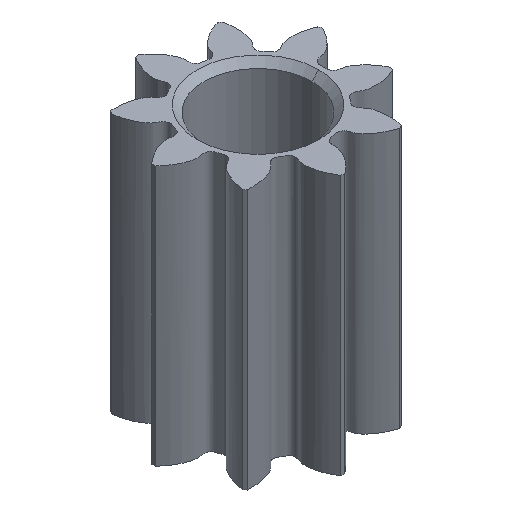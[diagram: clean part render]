
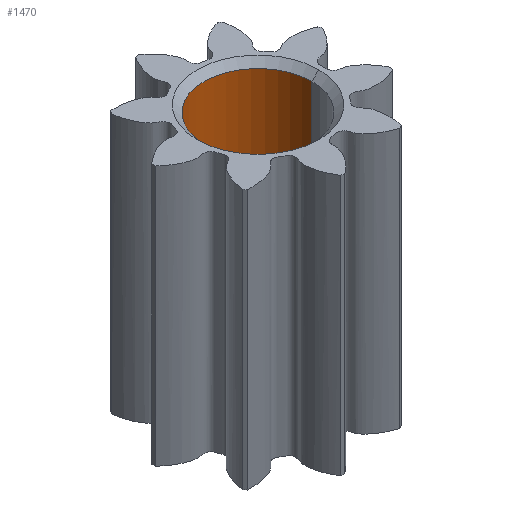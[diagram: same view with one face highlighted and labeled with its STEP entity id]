
A CAD part, isometric view. The second image highlights one B-rep face of the part: STEP entity #1470.
In plain terms, the highlighted cylindrical face has radius 3.95 mm (diameter 7.9 mm), a partial arc.
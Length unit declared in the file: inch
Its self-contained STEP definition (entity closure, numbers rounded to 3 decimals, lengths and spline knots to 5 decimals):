
#68 = LINE ( 'NONE', #2565, #3816 ) ;
#72 = EDGE_CURVE ( 'NONE', #2363, #2394, #2201, .T. ) ;
#112 = CARTESIAN_POINT ( 'NONE',  ( -0.15551, 0., 0.35531 ) ) ;
#123 = DIRECTION ( 'NONE',  ( 0., 0., 1. ) ) ;
#213 = VERTEX_POINT ( 'NONE', #885 ) ;
#319 = EDGE_CURVE ( 'NONE', #213, #1748, #68, .T. ) ;
#475 = DIRECTION ( 'NONE',  ( 1., 0., 0. ) ) ;
#638 = DIRECTION ( 'NONE',  ( 0., 0., 1. ) ) ;
#728 = DIRECTION ( 'NONE',  ( 1., 0., 0. ) ) ;
#803 = CIRCLE ( 'NONE', #1004, 0.15551 ) ;
#832 = ORIENTED_EDGE ( 'NONE', *, *, #72, .T. ) ;
#885 = CARTESIAN_POINT ( 'NONE',  ( -0.15551, 0., -0.35531 ) ) ;
#945 = AXIS2_PLACEMENT_3D ( 'NONE', #3254, #123, #728 ) ;
#1004 = AXIS2_PLACEMENT_3D ( 'NONE', #1379, #1400, #2407 ) ;
#1027 = DIRECTION ( 'NONE',  ( 0., 0., 1. ) ) ;
#1333 = CIRCLE ( 'NONE', #3231, 0.15551 ) ;
#1379 = CARTESIAN_POINT ( 'NONE',  ( 0., 0., -0.35531 ) ) ;
#1400 = DIRECTION ( 'NONE',  ( 0., 0., 1. ) ) ;
#1470 = ADVANCED_FACE ( 'NONE', ( #2010 ), #3846, .F. ) ;
#1748 = VERTEX_POINT ( 'NONE', #112 ) ;
#2010 = FACE_OUTER_BOUND ( 'NONE', #3933, .T. ) ;
#2042 = CARTESIAN_POINT ( 'NONE',  ( 0., 0., 0.35531 ) ) ;
#2134 = CARTESIAN_POINT ( 'NONE',  ( 0.15551, 0., 0.35531 ) ) ;
#2201 = LINE ( 'NONE', #3443, #3878 ) ;
#2363 = VERTEX_POINT ( 'NONE', #3318 ) ;
#2394 = VERTEX_POINT ( 'NONE', #2134 ) ;
#2402 = ORIENTED_EDGE ( 'NONE', *, *, #2818, .F. ) ;
#2407 = DIRECTION ( 'NONE',  ( 1., 0., 0. ) ) ;
#2565 = CARTESIAN_POINT ( 'NONE',  ( -0.15551, 0., 0. ) ) ;
#2706 = ORIENTED_EDGE ( 'NONE', *, *, #2992, .F. ) ;
#2818 = EDGE_CURVE ( 'NONE', #1748, #2394, #1333, .T. ) ;
#2992 = EDGE_CURVE ( 'NONE', #2363, #213, #803, .T. ) ;
#3015 = ORIENTED_EDGE ( 'NONE', *, *, #319, .F. ) ;
#3231 = AXIS2_PLACEMENT_3D ( 'NONE', #2042, #3630, #475 ) ;
#3254 = CARTESIAN_POINT ( 'NONE',  ( 0., 0., 0. ) ) ;
#3318 = CARTESIAN_POINT ( 'NONE',  ( 0.15551, 0., -0.35531 ) ) ;
#3443 = CARTESIAN_POINT ( 'NONE',  ( 0.15551, 0., 0. ) ) ;
#3630 = DIRECTION ( 'NONE',  ( 0., 0., -1. ) ) ;
#3816 = VECTOR ( 'NONE', #1027, 39.37008 ) ;
#3846 = CYLINDRICAL_SURFACE ( 'NONE', #945, 0.15551 ) ;
#3878 = VECTOR ( 'NONE', #638, 39.37008 ) ;
#3933 = EDGE_LOOP ( 'NONE', ( #3015, #2706, #832, #2402 ) ) ;
